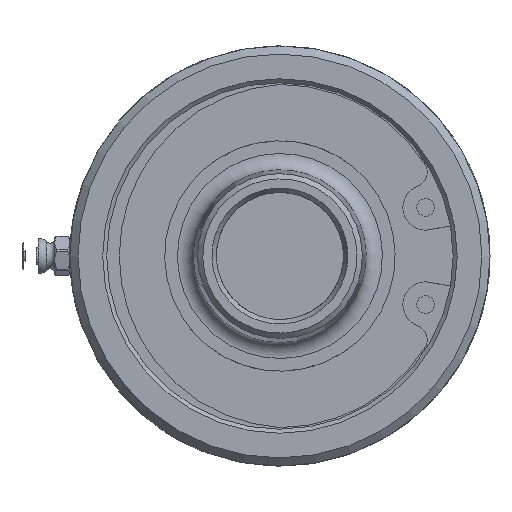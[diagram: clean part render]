
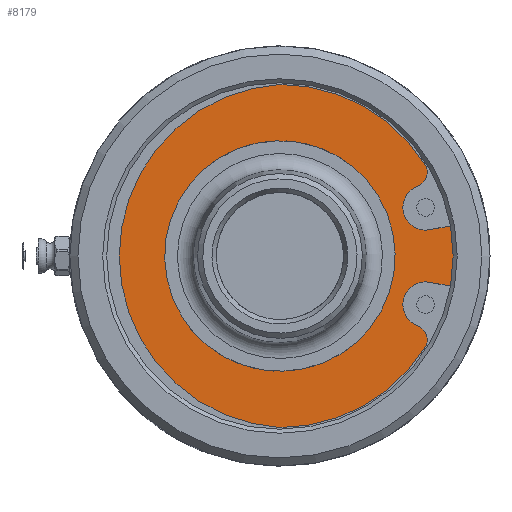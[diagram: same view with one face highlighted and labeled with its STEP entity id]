
A CAD part, left-side view. The second image highlights one B-rep face of the part: STEP entity #8179.
In plain terms, the highlighted planar face has unit normal (-1, 0, 0).
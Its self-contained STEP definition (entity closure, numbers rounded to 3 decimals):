
#386=PLANE('',#8853);
#481=FACE_BOUND('',#1097,.T.);
#604=FACE_OUTER_BOUND('',#1096,.T.);
#1096=EDGE_LOOP('',(#5892,#5893,#5894,#5895,#5896,#5897,#5898,#5899,#5900,
#5901));
#1097=EDGE_LOOP('',(#5902,#5903));
#2108=CIRCLE('',#8794,22.65);
#2109=CIRCLE('',#8795,22.65);
#2118=CIRCLE('',#8816,4.474);
#2124=CIRCLE('',#8827,33.733);
#2126=CIRCLE('',#8830,2.949);
#2128=CIRCLE('',#8833,4.474);
#2130=CIRCLE('',#8836,2.949);
#2132=CIRCLE('',#8839,33.733);
#2134=CIRCLE('',#8842,33.806);
#2136=CIRCLE('',#8849,36.9);
#2423=LINE('',#12657,#2824);
#2427=LINE('',#12667,#2828);
#2824=VECTOR('',#9781,10.);
#2828=VECTOR('',#9787,10.);
#3392=VERTEX_POINT('',#12578);
#3393=VERTEX_POINT('',#12579);
#3415=VERTEX_POINT('',#12645);
#3416=VERTEX_POINT('',#12647);
#3419=VERTEX_POINT('',#12655);
#3423=VERTEX_POINT('',#12664);
#3424=VERTEX_POINT('',#12666);
#3431=VERTEX_POINT('',#12685);
#3432=VERTEX_POINT('',#12687);
#3434=VERTEX_POINT('',#12696);
#3436=VERTEX_POINT('',#12702);
#3438=VERTEX_POINT('',#12708);
#4299=EDGE_CURVE('',#3392,#3393,#2108,.T.);
#4300=EDGE_CURVE('',#3393,#3392,#2109,.T.);
#4332=EDGE_CURVE('',#3416,#3415,#2118,.T.);
#4337=EDGE_CURVE('',#3415,#3419,#2423,.T.);
#4341=EDGE_CURVE('',#3424,#3423,#2427,.T.);
#4351=EDGE_CURVE('',#3432,#3431,#2124,.T.);
#4354=EDGE_CURVE('',#3431,#3416,#2126,.T.);
#4357=EDGE_CURVE('',#3423,#3434,#2128,.T.);
#4360=EDGE_CURVE('',#3434,#3436,#2130,.T.);
#4363=EDGE_CURVE('',#3436,#3438,#2132,.T.);
#4365=EDGE_CURVE('',#3438,#3432,#2134,.T.);
#4380=EDGE_CURVE('',#3419,#3424,#2136,.T.);
#5892=ORIENTED_EDGE('',*,*,#4341,.T.);
#5893=ORIENTED_EDGE('',*,*,#4357,.T.);
#5894=ORIENTED_EDGE('',*,*,#4360,.T.);
#5895=ORIENTED_EDGE('',*,*,#4363,.T.);
#5896=ORIENTED_EDGE('',*,*,#4365,.T.);
#5897=ORIENTED_EDGE('',*,*,#4351,.T.);
#5898=ORIENTED_EDGE('',*,*,#4354,.T.);
#5899=ORIENTED_EDGE('',*,*,#4332,.T.);
#5900=ORIENTED_EDGE('',*,*,#4337,.T.);
#5901=ORIENTED_EDGE('',*,*,#4380,.T.);
#5902=ORIENTED_EDGE('',*,*,#4299,.T.);
#5903=ORIENTED_EDGE('',*,*,#4300,.T.);
#8179=ADVANCED_FACE('',(#604,#481),#386,.F.);
#8794=AXIS2_PLACEMENT_3D('',#12580,#9706,#9707);
#8795=AXIS2_PLACEMENT_3D('',#12581,#9708,#9709);
#8816=AXIS2_PLACEMENT_3D('',#12648,#9773,#9774);
#8827=AXIS2_PLACEMENT_3D('',#12688,#9808,#9809);
#8830=AXIS2_PLACEMENT_3D('',#12692,#9815,#9816);
#8833=AXIS2_PLACEMENT_3D('',#12698,#9822,#9823);
#8836=AXIS2_PLACEMENT_3D('',#12704,#9829,#9830);
#8839=AXIS2_PLACEMENT_3D('',#12710,#9836,#9837);
#8842=AXIS2_PLACEMENT_3D('',#12713,#9842,#9843);
#8849=AXIS2_PLACEMENT_3D('',#12867,#9856,#9857);
#8853=AXIS2_PLACEMENT_3D('',#12872,#9864,#9865);
#9706=DIRECTION('center_axis',(1.,0.,0.));
#9707=DIRECTION('ref_axis',(0.,-1.,0.025));
#9708=DIRECTION('center_axis',(1.,0.,0.));
#9709=DIRECTION('ref_axis',(0.,-1.,0.025));
#9773=DIRECTION('center_axis',(1.,0.,0.));
#9774=DIRECTION('ref_axis',(0.,0.355,-0.935));
#9781=DIRECTION('',(0.,-0.985,-0.174));
#9787=DIRECTION('',(0.,0.985,-0.174));
#9808=DIRECTION('center_axis',(-1.,0.,0.));
#9809=DIRECTION('ref_axis',(0.,0.849,0.528));
#9815=DIRECTION('center_axis',(-1.,0.,0.));
#9816=DIRECTION('ref_axis',(0.,0.355,-0.935));
#9822=DIRECTION('center_axis',(1.,0.,0.));
#9823=DIRECTION('ref_axis',(0.,-0.046,-0.999));
#9829=DIRECTION('center_axis',(-1.,0.,0.));
#9830=DIRECTION('ref_axis',(0.,0.893,-0.451));
#9836=DIRECTION('center_axis',(-1.,0.,0.));
#9837=DIRECTION('ref_axis',(0.,0.,-1.));
#9842=DIRECTION('center_axis',(-1.,0.,0.));
#9843=DIRECTION('ref_axis',(0.,-0.066,0.998));
#9856=DIRECTION('center_axis',(-1.,0.,0.));
#9857=DIRECTION('ref_axis',(0.,1.,0.));
#9864=DIRECTION('center_axis',(1.,0.,0.));
#9865=DIRECTION('ref_axis',(0.,0.,-1.));
#12578=CARTESIAN_POINT('',(7.26,-22.643,0.578));
#12579=CARTESIAN_POINT('',(7.26,22.643,-0.578));
#12580=CARTESIAN_POINT('Origin',(7.26,0.,
0.));
#12581=CARTESIAN_POINT('Origin',(7.26,0.,
0.));
#12645=CARTESIAN_POINT('',(7.26,-28.843,-5.086));
#12647=CARTESIAN_POINT('',(7.26,-27.053,-13.738));
#12648=CARTESIAN_POINT('Origin',(7.26,-28.639,-9.555));
#12655=CARTESIAN_POINT('',(7.26,-36.339,-6.408));
#12657=CARTESIAN_POINT('',(7.26,-4.374,-0.771));
#12664=CARTESIAN_POINT('',(7.26,-28.843,5.086));
#12666=CARTESIAN_POINT('',(7.26,-36.339,6.408));
#12667=CARTESIAN_POINT('',(7.26,-0.625,0.11));
#12685=CARTESIAN_POINT('',(7.26,-28.639,-17.825));
#12687=CARTESIAN_POINT('',(7.26,0.,-33.733));
#12688=CARTESIAN_POINT('Origin',(7.26,0.,0.));
#12692=CARTESIAN_POINT('Origin',(7.26,-26.007,-16.495));
#12696=CARTESIAN_POINT('',(7.26,-27.053,13.738));
#12698=CARTESIAN_POINT('Origin',(7.26,-28.639,9.555));
#12702=CARTESIAN_POINT('',(7.26,-28.639,17.825));
#12704=CARTESIAN_POINT('Origin',(7.26,-26.007,16.495));
#12708=CARTESIAN_POINT('',(7.26,0.,33.733));
#12710=CARTESIAN_POINT('Origin',(7.26,0.,0.));
#12713=CARTESIAN_POINT('Origin',(7.26,-2.225,0.));
#12867=CARTESIAN_POINT('Origin',(7.26,0.,0.));
#12872=CARTESIAN_POINT('Origin',(7.26,28.45,0.));
